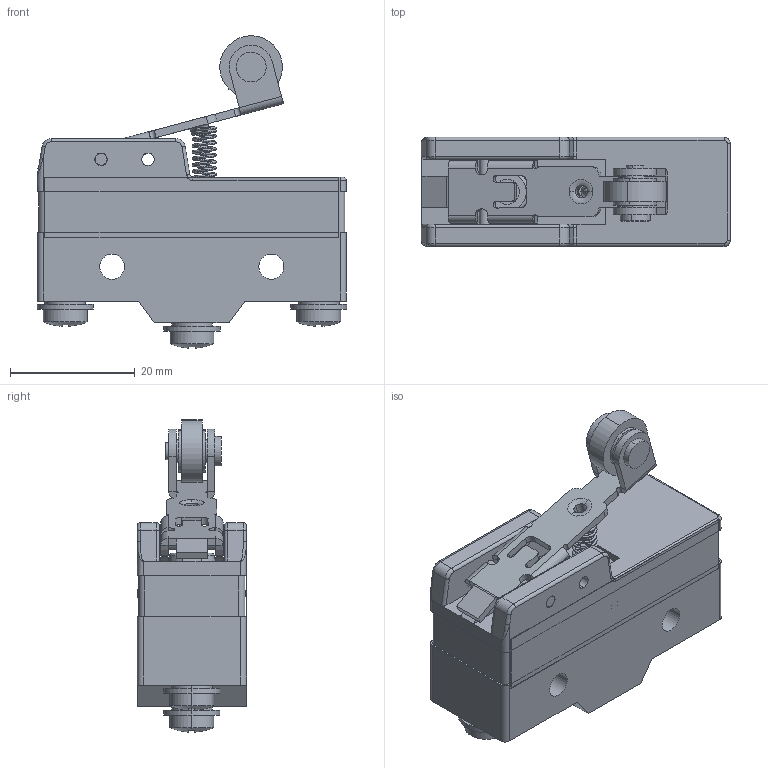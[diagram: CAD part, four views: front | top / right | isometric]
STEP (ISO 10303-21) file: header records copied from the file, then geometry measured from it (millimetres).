
FILE_DESCRIPTION((''),'2;1');
FILE_NAME('11G2','2022-03-01T',('qinxiong.ji'),(''),'PRO/ENGINEER BY PARAMETRIC TECHNOLOGY CORPORATION, 2015440','PRO/ENGINEER BY PARAMETRIC TECHNOLOGY CORPORATION, 2015440','');
FILE_SCHEMA(('CONFIG_CONTROL_DESIGN'));
Length unit declared in the file: millimetre
Products named in the file (1): 11G2
Bounding box: 49.6 x 17.55 x 49.98 mm (x, y, z)
Volume: 19532.1 mm3; surface area: 9257.1 mm2
Topology: 3 solids, 9 shells, 402 faces, 954 edges, 586 vertices
Faces by surface type: plane 197, cylinder 149, bspline 26, torus 16, cone 8, sphere 6
Entity records: 17977 total; most frequent: CARTESIAN_POINT 8527, DIRECTION 2030, ORIENTED_EDGE 1900, EDGE_CURVE 950, AXIS2_PLACEMENT_3D 770, VERTEX_POINT 586, VECTOR 490, LINE 490
